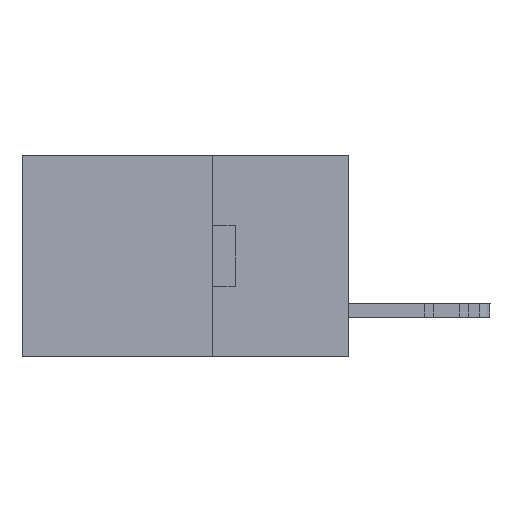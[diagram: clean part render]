
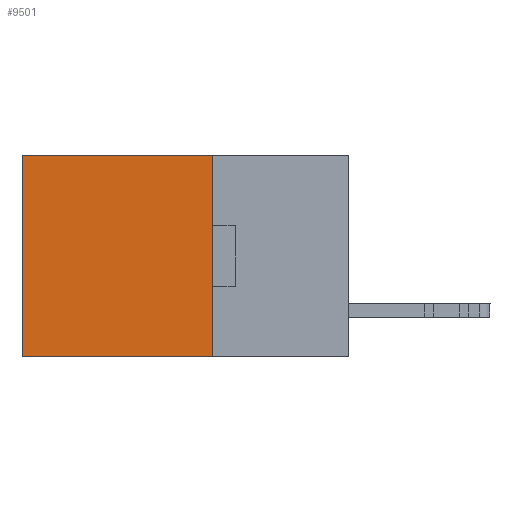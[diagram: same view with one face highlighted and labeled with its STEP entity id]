
A CAD part, left-side view. The second image highlights one B-rep face of the part: STEP entity #9501.
In plain terms, the highlighted planar face has unit normal (-1, 0, 0).
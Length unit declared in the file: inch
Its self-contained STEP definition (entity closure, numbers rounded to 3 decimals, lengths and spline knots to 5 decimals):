
#479 = EDGE_CURVE ( 'NONE', #24798, #24392, #7348, .T. ) ;
#2182 = PLANE ( 'NONE',  #9990 ) ;
#2829 = VECTOR ( 'NONE', #15743, 39.37008 ) ;
#3150 = DIRECTION ( 'NONE',  ( 0., 0., -1. ) ) ;
#3992 = DIRECTION ( 'NONE',  ( 0., 0., -1. ) ) ;
#4211 = ORIENTED_EDGE ( 'NONE', *, *, #22768, .T. ) ;
#4581 = LINE ( 'NONE', #9052, #10824 ) ;
#5623 = LINE ( 'NONE', #5893, #19257 ) ;
#5849 = FACE_OUTER_BOUND ( 'NONE', #26149, .T. ) ;
#5893 = CARTESIAN_POINT ( 'NONE',  ( 0.2615, 0.6, -0.37 ) ) ;
#5899 = ORIENTED_EDGE ( 'NONE', *, *, #16134, .F. ) ;
#6559 = EDGE_CURVE ( 'NONE', #24798, #11368, #4581, .T. ) ;
#6709 = ORIENTED_EDGE ( 'NONE', *, *, #6559, .T. ) ;
#7348 = LINE ( 'NONE', #26057, #11503 ) ;
#7458 = CARTESIAN_POINT ( 'NONE',  ( 0.2615, 0.25, -0.37 ) ) ;
#9052 = CARTESIAN_POINT ( 'NONE',  ( 0.2615, 0.25, 0. ) ) ;
#9501 = ADVANCED_FACE ( 'NONE', ( #5849 ), #2182, .F. ) ;
#9990 = AXIS2_PLACEMENT_3D ( 'NONE', #10442, #10181, #18723 ) ;
#10181 = DIRECTION ( 'NONE',  ( 1., 0., 0. ) ) ;
#10442 = CARTESIAN_POINT ( 'NONE',  ( 0.2615, 0.25, -0.37 ) ) ;
#10824 = VECTOR ( 'NONE', #11071, 39.37008 ) ;
#10995 = ORIENTED_EDGE ( 'NONE', *, *, #479, .F. ) ;
#11071 = DIRECTION ( 'NONE',  ( 0., 1., 0. ) ) ;
#11368 = VERTEX_POINT ( 'NONE', #21129 ) ;
#11503 = VECTOR ( 'NONE', #3150, 39.37008 ) ;
#11509 = CARTESIAN_POINT ( 'NONE',  ( 0.2615, 0.6, -0.37 ) ) ;
#11693 = CARTESIAN_POINT ( 'NONE',  ( 0.2615, 0.25, -0.37 ) ) ;
#15743 = DIRECTION ( 'NONE',  ( 0., 1., 0. ) ) ;
#16134 = EDGE_CURVE ( 'NONE', #24392, #25841, #17780, .T. ) ;
#17780 = LINE ( 'NONE', #7458, #2829 ) ;
#18723 = DIRECTION ( 'NONE',  ( 0., 0., -1. ) ) ;
#19257 = VECTOR ( 'NONE', #3992, 39.37008 ) ;
#21129 = CARTESIAN_POINT ( 'NONE',  ( 0.2615, 0.6, 0. ) ) ;
#21237 = CARTESIAN_POINT ( 'NONE',  ( 0.2615, 0.25, 0. ) ) ;
#22768 = EDGE_CURVE ( 'NONE', #11368, #25841, #5623, .T. ) ;
#24392 = VERTEX_POINT ( 'NONE', #11693 ) ;
#24798 = VERTEX_POINT ( 'NONE', #21237 ) ;
#25841 = VERTEX_POINT ( 'NONE', #11509 ) ;
#26057 = CARTESIAN_POINT ( 'NONE',  ( 0.2615, 0.25, -0.37 ) ) ;
#26149 = EDGE_LOOP ( 'NONE', ( #4211, #5899, #10995, #6709 ) ) ;
